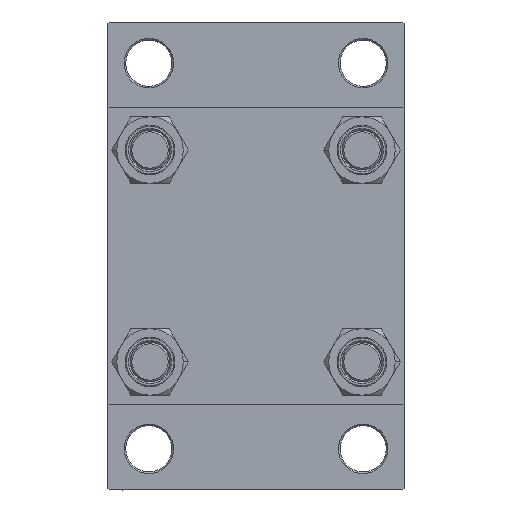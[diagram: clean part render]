
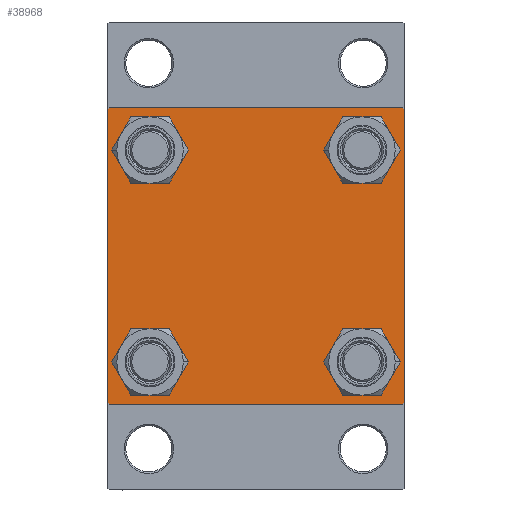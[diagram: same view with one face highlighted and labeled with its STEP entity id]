
A CAD part, left-side view. The second image highlights one B-rep face of the part: STEP entity #38968.
In plain terms, the highlighted planar face has unit normal (-1, 0, 0).
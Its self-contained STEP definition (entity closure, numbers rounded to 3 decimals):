
#125 = EDGE_CURVE ( 'NONE', #24745, #27187, #34434, .T. ) ;
#283 = DIRECTION ( 'NONE',  ( 0., -1., 0. ) ) ;
#492 = ORIENTED_EDGE ( 'NONE', *, *, #3810, .T. ) ;
#657 = EDGE_CURVE ( 'NONE', #33431, #37134, #39652, .T. ) ;
#1057 = DIRECTION ( 'NONE',  ( 0., 0., 1. ) ) ;
#1124 = EDGE_LOOP ( 'NONE', ( #16867, #19910 ) ) ;
#1457 = DIRECTION ( 'NONE',  ( 0., 0.707, 0.707 ) ) ;
#1564 = DIRECTION ( 'NONE',  ( 0., 0., 1. ) ) ;
#2502 = CARTESIAN_POINT ( 'NONE',  ( 0., -32.15, 25.65 ) ) ;
#2723 = DIRECTION ( 'NONE',  ( -1., 0., 0. ) ) ;
#3321 = DIRECTION ( 'NONE',  ( 0., -1., 0. ) ) ;
#3597 = VECTOR ( 'NONE', #12626, 1000. ) ;
#3720 = CARTESIAN_POINT ( 'NONE',  ( 0., 32.15, -32.15 ) ) ;
#3740 = DIRECTION ( 'NONE',  ( 0., 0.707, -0.707 ) ) ;
#3810 = EDGE_CURVE ( 'NONE', #35184, #37254, #46531, .T. ) ;
#4103 = CARTESIAN_POINT ( 'NONE',  ( 0., 45., -44.5 ) ) ;
#4316 = CARTESIAN_POINT ( 'NONE',  ( 0., 44.75, -44.75 ) ) ;
#4831 = DIRECTION ( 'NONE',  ( 1., 0., 0. ) ) ;
#4847 = CARTESIAN_POINT ( 'NONE',  ( 0., -45., -44.5 ) ) ;
#5405 = CIRCLE ( 'NONE', #36357, 6.5 ) ;
#5575 = VECTOR ( 'NONE', #1457, 1000. ) ;
#6477 = CARTESIAN_POINT ( 'NONE',  ( 0., 45., 45. ) ) ;
#6740 = ORIENTED_EDGE ( 'NONE', *, *, #38754, .T. ) ;
#6870 = ORIENTED_EDGE ( 'NONE', *, *, #35918, .T. ) ;
#7534 = DIRECTION ( 'NONE',  ( 0., 0., -1. ) ) ;
#8634 = CARTESIAN_POINT ( 'NONE',  ( 0., -44.5, -45. ) ) ;
#8682 = VERTEX_POINT ( 'NONE', #2502 ) ;
#8766 = CARTESIAN_POINT ( 'NONE',  ( 0., -44.75, -44.75 ) ) ;
#8796 = AXIS2_PLACEMENT_3D ( 'NONE', #26006, #18505, #29633 ) ;
#9485 = CARTESIAN_POINT ( 'NONE',  ( 0., 32.15, -25.65 ) ) ;
#10004 = DIRECTION ( 'NONE',  ( 1., 0., 0. ) ) ;
#10321 = EDGE_LOOP ( 'NONE', ( #16144, #6870 ) ) ;
#12172 = LINE ( 'NONE', #8766, #42177 ) ;
#12626 = DIRECTION ( 'NONE',  ( 0., 0., -1. ) ) ;
#12923 = DIRECTION ( 'NONE',  ( 0., 0., 1. ) ) ;
#13425 = CARTESIAN_POINT ( 'NONE',  ( 0., -32.15, -32.15 ) ) ;
#13794 = CARTESIAN_POINT ( 'NONE',  ( 0., 45., 44.5 ) ) ;
#14101 = FACE_BOUND ( 'NONE', #21933, .T. ) ;
#14225 = DIRECTION ( 'NONE',  ( 0., 0., 1. ) ) ;
#14705 = ORIENTED_EDGE ( 'NONE', *, *, #125, .T. ) ;
#14840 = EDGE_CURVE ( 'NONE', #19953, #41051, #31022, .T. ) ;
#14968 = CARTESIAN_POINT ( 'NONE',  ( 0., -45., 44.5 ) ) ;
#15216 = LINE ( 'NONE', #4316, #47837 ) ;
#15349 = AXIS2_PLACEMENT_3D ( 'NONE', #17829, #32832, #47358 ) ;
#15988 = EDGE_CURVE ( 'NONE', #35776, #31768, #28383, .T. ) ;
#16144 = ORIENTED_EDGE ( 'NONE', *, *, #38812, .T. ) ;
#16650 = CIRCLE ( 'NONE', #28984, 6.5 ) ;
#16867 = ORIENTED_EDGE ( 'NONE', *, *, #22066, .T. ) ;
#17100 = ORIENTED_EDGE ( 'NONE', *, *, #23666, .T. ) ;
#17501 = DIRECTION ( 'NONE',  ( 0., 0., 1. ) ) ;
#17746 = ORIENTED_EDGE ( 'NONE', *, *, #30612, .T. ) ;
#17829 = CARTESIAN_POINT ( 'NONE',  ( 0., -32.15, 32.15 ) ) ;
#18505 = DIRECTION ( 'NONE',  ( 1., 0., 0. ) ) ;
#18649 = CARTESIAN_POINT ( 'NONE',  ( 0., 32.15, 25.65 ) ) ;
#19424 = DIRECTION ( 'NONE',  ( 0., -0.707, 0.707 ) ) ;
#19603 = CARTESIAN_POINT ( 'NONE',  ( 0., 32.15, 32.15 ) ) ;
#19910 = ORIENTED_EDGE ( 'NONE', *, *, #42147, .T. ) ;
#19953 = VERTEX_POINT ( 'NONE', #14968 ) ;
#20957 = CARTESIAN_POINT ( 'NONE',  ( 0., -32.15, 38.65 ) ) ;
#21119 = FACE_BOUND ( 'NONE', #25518, .T. ) ;
#21933 = EDGE_LOOP ( 'NONE', ( #36788, #25944 ) ) ;
#22066 = EDGE_CURVE ( 'NONE', #43174, #8682, #24612, .T. ) ;
#22588 = CARTESIAN_POINT ( 'NONE',  ( 0., -44.5, 45. ) ) ;
#22964 = DIRECTION ( 'NONE',  ( 0., 0., 1. ) ) ;
#23666 = EDGE_CURVE ( 'NONE', #35475, #24745, #15216, .T. ) ;
#24154 = EDGE_LOOP ( 'NONE', ( #43422, #17100, #14705, #37866, #42740, #17746, #31340, #6740 ) ) ;
#24160 = CIRCLE ( 'NONE', #28027, 6.5 ) ;
#24612 = CIRCLE ( 'NONE', #15349, 6.5 ) ;
#24745 = VERTEX_POINT ( 'NONE', #30168 ) ;
#24998 = VERTEX_POINT ( 'NONE', #13794 ) ;
#25222 = FACE_BOUND ( 'NONE', #10321, .T. ) ;
#25518 = EDGE_LOOP ( 'NONE', ( #42212, #492 ) ) ;
#25688 = EDGE_CURVE ( 'NONE', #37254, #35184, #5405, .T. ) ;
#25944 = ORIENTED_EDGE ( 'NONE', *, *, #32774, .T. ) ;
#26006 = CARTESIAN_POINT ( 'NONE',  ( 0., -32.15, -32.15 ) ) ;
#26487 = LINE ( 'NONE', #36912, #28884 ) ;
#26581 = DIRECTION ( 'NONE',  ( 1., 0., 0. ) ) ;
#27179 = VECTOR ( 'NONE', #7534, 1000. ) ;
#27187 = VERTEX_POINT ( 'NONE', #8634 ) ;
#27380 = VERTEX_POINT ( 'NONE', #47319 ) ;
#28027 = AXIS2_PLACEMENT_3D ( 'NONE', #13425, #10004, #1564 ) ;
#28098 = CIRCLE ( 'NONE', #8796, 6.5 ) ;
#28383 = CIRCLE ( 'NONE', #34494, 6.5 ) ;
#28623 = FACE_BOUND ( 'NONE', #1124, .T. ) ;
#28820 = CIRCLE ( 'NONE', #30370, 6.5 ) ;
#28857 = PLANE ( 'NONE',  #43565 ) ;
#28884 = VECTOR ( 'NONE', #3740, 1000. ) ;
#28984 = AXIS2_PLACEMENT_3D ( 'NONE', #40842, #47626, #14225 ) ;
#29429 = EDGE_CURVE ( 'NONE', #24998, #35475, #33190, .T. ) ;
#29560 = CARTESIAN_POINT ( 'NONE',  ( 0., -32.15, -38.65 ) ) ;
#29633 = DIRECTION ( 'NONE',  ( 0., 0., 1. ) ) ;
#30168 = CARTESIAN_POINT ( 'NONE',  ( 0., 44.5, -45. ) ) ;
#30370 = AXIS2_PLACEMENT_3D ( 'NONE', #36755, #26581, #22964 ) ;
#30612 = EDGE_CURVE ( 'NONE', #19953, #37134, #45755, .T. ) ;
#31022 = LINE ( 'NONE', #35138, #3597 ) ;
#31207 = CARTESIAN_POINT ( 'NONE',  ( 0., 44.5, 45. ) ) ;
#31312 = CARTESIAN_POINT ( 'NONE',  ( 0., 32.15, -32.15 ) ) ;
#31340 = ORIENTED_EDGE ( 'NONE', *, *, #657, .F. ) ;
#31768 = VERTEX_POINT ( 'NONE', #18649 ) ;
#32280 = VECTOR ( 'NONE', #3321, 1000. ) ;
#32774 = EDGE_CURVE ( 'NONE', #31768, #35776, #28820, .T. ) ;
#32832 = DIRECTION ( 'NONE',  ( 1., 0., 0. ) ) ;
#32869 = CARTESIAN_POINT ( 'NONE',  ( 0., 32.15, -38.65 ) ) ;
#33190 = LINE ( 'NONE', #37569, #27179 ) ;
#33431 = VERTEX_POINT ( 'NONE', #31207 ) ;
#34191 = CARTESIAN_POINT ( 'NONE',  ( 0., 45., -45. ) ) ;
#34336 = DIRECTION ( 'NONE',  ( 0., -0.707, -0.707 ) ) ;
#34434 = LINE ( 'NONE', #34191, #45467 ) ;
#34494 = AXIS2_PLACEMENT_3D ( 'NONE', #19603, #4831, #35087 ) ;
#35087 = DIRECTION ( 'NONE',  ( 0., 0., 1. ) ) ;
#35138 = CARTESIAN_POINT ( 'NONE',  ( 0., -45., 45. ) ) ;
#35184 = VERTEX_POINT ( 'NONE', #32869 ) ;
#35475 = VERTEX_POINT ( 'NONE', #4103 ) ;
#35776 = VERTEX_POINT ( 'NONE', #36687 ) ;
#35892 = FACE_OUTER_BOUND ( 'NONE', #24154, .T. ) ;
#35918 = EDGE_CURVE ( 'NONE', #44269, #27380, #24160, .T. ) ;
#36357 = AXIS2_PLACEMENT_3D ( 'NONE', #31312, #46079, #12923 ) ;
#36687 = CARTESIAN_POINT ( 'NONE',  ( 0., 32.15, 38.65 ) ) ;
#36755 = CARTESIAN_POINT ( 'NONE',  ( 0., 32.15, 32.15 ) ) ;
#36788 = ORIENTED_EDGE ( 'NONE', *, *, #15988, .T. ) ;
#36912 = CARTESIAN_POINT ( 'NONE',  ( 0., 44.75, 44.75 ) ) ;
#37134 = VERTEX_POINT ( 'NONE', #22588 ) ;
#37254 = VERTEX_POINT ( 'NONE', #9485 ) ;
#37569 = CARTESIAN_POINT ( 'NONE',  ( 0., 45., 45. ) ) ;
#37866 = ORIENTED_EDGE ( 'NONE', *, *, #42404, .T. ) ;
#38269 = CARTESIAN_POINT ( 'NONE',  ( 0., -44.75, 44.75 ) ) ;
#38754 = EDGE_CURVE ( 'NONE', #33431, #24998, #26487, .T. ) ;
#38812 = EDGE_CURVE ( 'NONE', #27380, #44269, #28098, .T. ) ;
#38968 = ADVANCED_FACE ( 'NONE', ( #28623, #25222, #21119, #14101, #35892 ), #28857, .T. ) ;
#39652 = LINE ( 'NONE', #6477, #32280 ) ;
#40842 = CARTESIAN_POINT ( 'NONE',  ( 0., -32.15, 32.15 ) ) ;
#41051 = VERTEX_POINT ( 'NONE', #4847 ) ;
#41155 = AXIS2_PLACEMENT_3D ( 'NONE', #3720, #44632, #1057 ) ;
#42147 = EDGE_CURVE ( 'NONE', #8682, #43174, #16650, .T. ) ;
#42177 = VECTOR ( 'NONE', #19424, 1000. ) ;
#42212 = ORIENTED_EDGE ( 'NONE', *, *, #25688, .T. ) ;
#42404 = EDGE_CURVE ( 'NONE', #27187, #41051, #12172, .T. ) ;
#42740 = ORIENTED_EDGE ( 'NONE', *, *, #14840, .F. ) ;
#43174 = VERTEX_POINT ( 'NONE', #20957 ) ;
#43382 = CARTESIAN_POINT ( 'NONE',  ( 0., 0., 0. ) ) ;
#43422 = ORIENTED_EDGE ( 'NONE', *, *, #29429, .T. ) ;
#43565 = AXIS2_PLACEMENT_3D ( 'NONE', #43382, #2723, #17501 ) ;
#44269 = VERTEX_POINT ( 'NONE', #29560 ) ;
#44632 = DIRECTION ( 'NONE',  ( 1., 0., 0. ) ) ;
#45467 = VECTOR ( 'NONE', #283, 1000. ) ;
#45755 = LINE ( 'NONE', #38269, #5575 ) ;
#46079 = DIRECTION ( 'NONE',  ( 1., 0., 0. ) ) ;
#46531 = CIRCLE ( 'NONE', #41155, 6.5 ) ;
#47319 = CARTESIAN_POINT ( 'NONE',  ( 0., -32.15, -25.65 ) ) ;
#47358 = DIRECTION ( 'NONE',  ( 0., 0., 1. ) ) ;
#47626 = DIRECTION ( 'NONE',  ( 1., 0., 0. ) ) ;
#47837 = VECTOR ( 'NONE', #34336, 1000. ) ;
